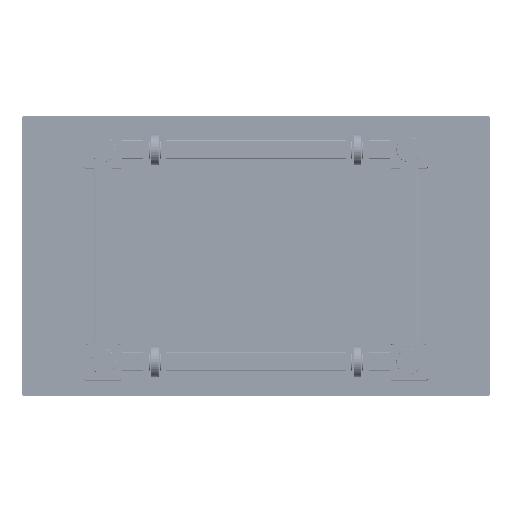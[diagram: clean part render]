
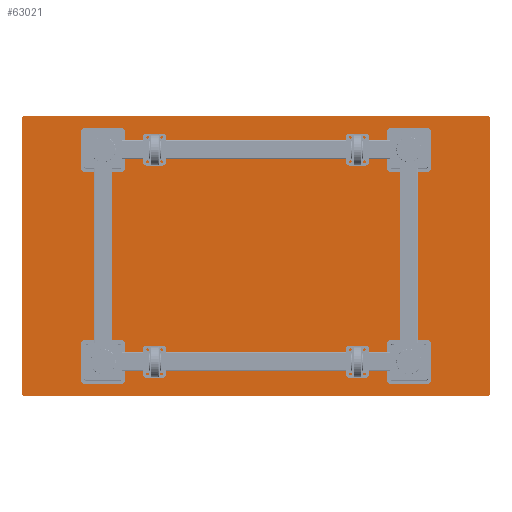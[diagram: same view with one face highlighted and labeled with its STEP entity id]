
A CAD part, top view. The second image highlights one B-rep face of the part: STEP entity #63021.
In plain terms, the highlighted planar face has unit normal (0, 0, 1).
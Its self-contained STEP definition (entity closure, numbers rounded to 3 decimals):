
#2468 = AXIS2_PLACEMENT_3D ( 'NONE', #108803, #33608, #182005 ) ;
#2645 = ORIENTED_EDGE ( 'NONE', *, *, #103487, .T. ) ;
#5190 = CARTESIAN_POINT ( 'NONE',  ( 691.286, 465.675, -249.501 ) ) ;
#8987 = AXIS2_PLACEMENT_3D ( 'NONE', #39242, #98100, #99058 ) ;
#9148 = CIRCLE ( 'NONE', #15310, 11. ) ;
#15310 = AXIS2_PLACEMENT_3D ( 'NONE', #122694, #166960, #20504 ) ;
#15853 = CARTESIAN_POINT ( 'NONE',  ( 680.286, 476.675, -249.501 ) ) ;
#18519 = DIRECTION ( 'NONE',  ( 0., -1., 0. ) ) ;
#20504 = DIRECTION ( 'NONE',  ( 0., 1., 0. ) ) ;
#21139 = CARTESIAN_POINT ( 'NONE',  ( 691.286, -412.325, -249.501 ) ) ;
#22282 = CARTESIAN_POINT ( 'NONE',  ( 680.286, -423.325, -249.501 ) ) ;
#22491 = LINE ( 'NONE', #5190, #105648 ) ;
#23402 = CIRCLE ( 'NONE', #161907, 11. ) ;
#23900 = CIRCLE ( 'NONE', #2468, 11. ) ;
#33608 = DIRECTION ( 'NONE',  ( 0., 0., 1. ) ) ;
#34452 = DIRECTION ( 'NONE',  ( 0., -1., 0. ) ) ;
#36625 = CARTESIAN_POINT ( 'NONE',  ( 691.286, 465.675, -249.501 ) ) ;
#38342 = EDGE_LOOP ( 'NONE', ( #2645, #156615, #169633, #58412, #78434, #75158, #88488, #68468 ) ) ;
#39242 = CARTESIAN_POINT ( 'NONE',  ( 680.286, 465.675, -249.501 ) ) ;
#45004 = DIRECTION ( 'NONE',  ( 0., 1., 0. ) ) ;
#47850 = DIRECTION ( 'NONE',  ( 0., 0., 1. ) ) ;
#55053 = CIRCLE ( 'NONE', #8987, 11. ) ;
#55440 = EDGE_CURVE ( 'NONE', #172623, #154094, #170902, .T. ) ;
#58412 = ORIENTED_EDGE ( 'NONE', *, *, #176365, .T. ) ;
#59148 = EDGE_CURVE ( 'NONE', #109481, #127848, #89907, .T. ) ;
#59442 = CARTESIAN_POINT ( 'NONE',  ( 680.286, -412.325, -249.501 ) ) ;
#63021 = ADVANCED_FACE ( 'NONE', ( #150123 ), #166463, .T. ) ;
#68468 = ORIENTED_EDGE ( 'NONE', *, *, #55440, .T. ) ;
#68750 = DIRECTION ( 'NONE',  ( 1., 0., 0. ) ) ;
#71515 = LINE ( 'NONE', #174606, #118706 ) ;
#75158 = ORIENTED_EDGE ( 'NONE', *, *, #59148, .T. ) ;
#78434 = ORIENTED_EDGE ( 'NONE', *, *, #178162, .T. ) ;
#87857 = VERTEX_POINT ( 'NONE', #15853 ) ;
#87948 = VERTEX_POINT ( 'NONE', #108368 ) ;
#88488 = ORIENTED_EDGE ( 'NONE', *, *, #132978, .T. ) ;
#88961 = CARTESIAN_POINT ( 'NONE',  ( -808.714, 465.675, -249.501 ) ) ;
#89907 = LINE ( 'NONE', #88961, #158787 ) ;
#92366 = CARTESIAN_POINT ( 'NONE',  ( 680.286, 465.675, -249.501 ) ) ;
#94837 = DIRECTION ( 'NONE',  ( 0., 1., 0. ) ) ;
#98100 = DIRECTION ( 'NONE',  ( 0., 0., 1. ) ) ;
#98682 = CARTESIAN_POINT ( 'NONE',  ( 680.286, -423.325, -249.501 ) ) ;
#99058 = DIRECTION ( 'NONE',  ( 0., 1., 0. ) ) ;
#103487 = EDGE_CURVE ( 'NONE', #154094, #117539, #23402, .T. ) ;
#105209 = DIRECTION ( 'NONE',  ( -1., 0., 0. ) ) ;
#105648 = VECTOR ( 'NONE', #94837, 1000. ) ;
#108368 = CARTESIAN_POINT ( 'NONE',  ( -797.714, 476.675, -249.501 ) ) ;
#108694 = DIRECTION ( 'NONE',  ( 0., 0., 1. ) ) ;
#108803 = CARTESIAN_POINT ( 'NONE',  ( -797.714, 465.675, -249.501 ) ) ;
#109481 = VERTEX_POINT ( 'NONE', #173451 ) ;
#117539 = VERTEX_POINT ( 'NONE', #21139 ) ;
#118706 = VECTOR ( 'NONE', #105209, 1000. ) ;
#122694 = CARTESIAN_POINT ( 'NONE',  ( -797.714, -412.325, -249.501 ) ) ;
#127848 = VERTEX_POINT ( 'NONE', #138976 ) ;
#128894 = CARTESIAN_POINT ( 'NONE',  ( -797.714, -423.325, -249.501 ) ) ;
#129089 = AXIS2_PLACEMENT_3D ( 'NONE', #92366, #108694, #34452 ) ;
#132978 = EDGE_CURVE ( 'NONE', #127848, #172623, #9148, .T. ) ;
#138976 = CARTESIAN_POINT ( 'NONE',  ( -808.714, -412.325, -249.501 ) ) ;
#141938 = VECTOR ( 'NONE', #68750, 1000. ) ;
#147177 = EDGE_CURVE ( 'NONE', #117539, #187168, #22491, .T. ) ;
#150123 = FACE_OUTER_BOUND ( 'NONE', #38342, .T. ) ;
#154094 = VERTEX_POINT ( 'NONE', #22282 ) ;
#156615 = ORIENTED_EDGE ( 'NONE', *, *, #147177, .T. ) ;
#158787 = VECTOR ( 'NONE', #18519, 1000. ) ;
#161907 = AXIS2_PLACEMENT_3D ( 'NONE', #59442, #47850, #45004 ) ;
#166463 = PLANE ( 'NONE',  #129089 ) ;
#166960 = DIRECTION ( 'NONE',  ( 0., 0., 1. ) ) ;
#169633 = ORIENTED_EDGE ( 'NONE', *, *, #172480, .T. ) ;
#170902 = LINE ( 'NONE', #98682, #141938 ) ;
#172480 = EDGE_CURVE ( 'NONE', #187168, #87857, #55053, .T. ) ;
#172623 = VERTEX_POINT ( 'NONE', #128894 ) ;
#173451 = CARTESIAN_POINT ( 'NONE',  ( -808.714, 465.675, -249.501 ) ) ;
#174606 = CARTESIAN_POINT ( 'NONE',  ( 680.286, 476.675, -249.501 ) ) ;
#176365 = EDGE_CURVE ( 'NONE', #87857, #87948, #71515, .T. ) ;
#178162 = EDGE_CURVE ( 'NONE', #87948, #109481, #23900, .T. ) ;
#182005 = DIRECTION ( 'NONE',  ( 0., 1., 0. ) ) ;
#187168 = VERTEX_POINT ( 'NONE', #36625 ) ;
